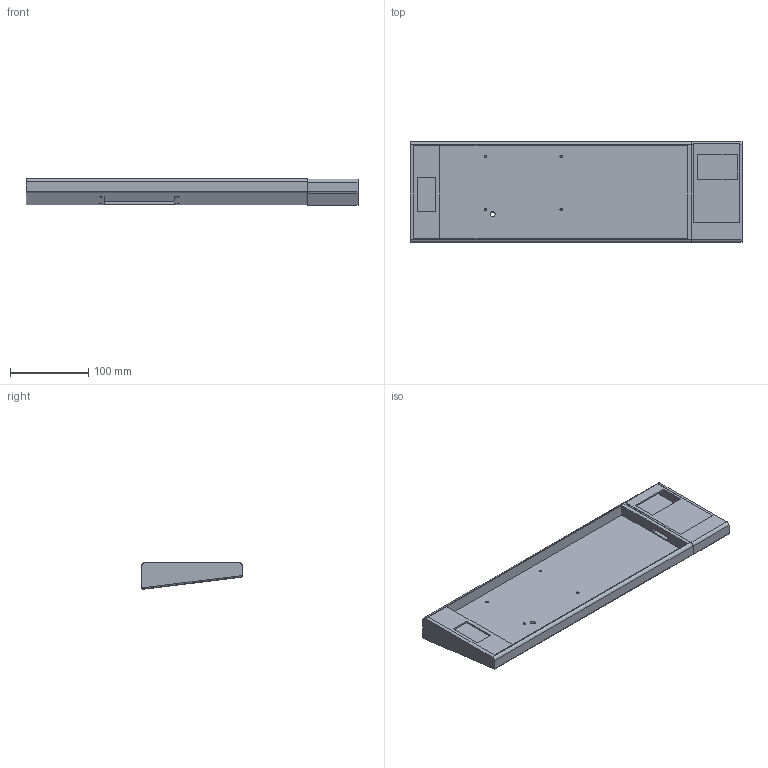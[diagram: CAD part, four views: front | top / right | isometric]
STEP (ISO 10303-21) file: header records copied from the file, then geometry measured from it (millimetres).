
FILE_DESCRIPTION(/* description */ ('STEP AP242 Edition 2','CAx-IF Rec.Pracs.---Representation and Presentation of Product Manufacturing Information (PMI)---4.0---2014-10-13','CAx-IF Rec.Pracs.---3D Tessellated Geometry---0.4---2014-09-14','2;1','CAx-IF Rec.Pracs.---User Defined Attributes---1.5---2016-08-15'),/* implementation_level */ '2;1');
FILE_NAME(/* name */ '6967bacd759478f5608087d1',/* time_stamp */ '2026-01-14T15:48:30Z',/* author */ (''),/* organization */ (''),/* preprocessor_version */ 'ST-DEVELOPER v20',/* originating_system */ 'ONSHAPE BY PTC INC, 1.209',/* authorisation */ ' ');
FILE_SCHEMA (('AP242_MANAGED_MODEL_BASED_3D_ENGINEERING_MIM_LF { 1 0 10303 442 3 1 4 }'));
Length unit declared in the file: metre
Products named in the file (5): Assembly 1; Part 2; Part 1
Assembly tree (4 placements, depth 2):
  Assembly 1
    Part 2
    Part 2
    Part 1
    Part 1
Bounding box: 425 x 129 x 34.03 mm (x, y, z)
Volume: 682513 mm3; surface area: 180782.9 mm2
Topology: 4 solids, 4 shells, 124 faces, 341 edges, 229 vertices
Faces by surface type: plane 93, cylinder 31
Full cylindrical faces by diameter (mm): 2 x4, 3 x4, 6.292 x1
Entity records: 4015 total; most frequent: CARTESIAN_POINT 680, ORIENTED_EDGE 654, DIRECTION 649, EDGE_CURVE 327, LINE 263, VECTOR 263, VERTEX_POINT 224, AXIS2_PLACEMENT_3D 193
